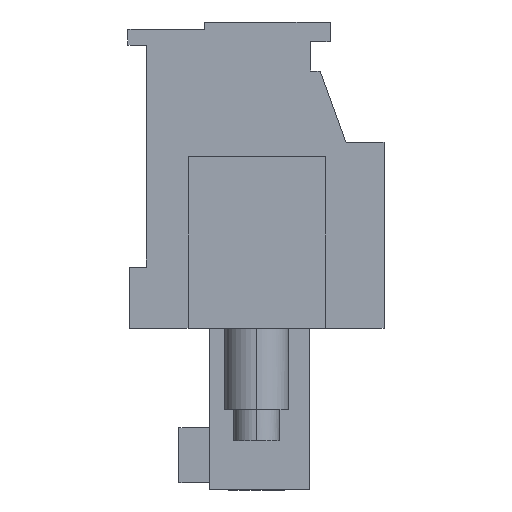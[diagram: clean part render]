
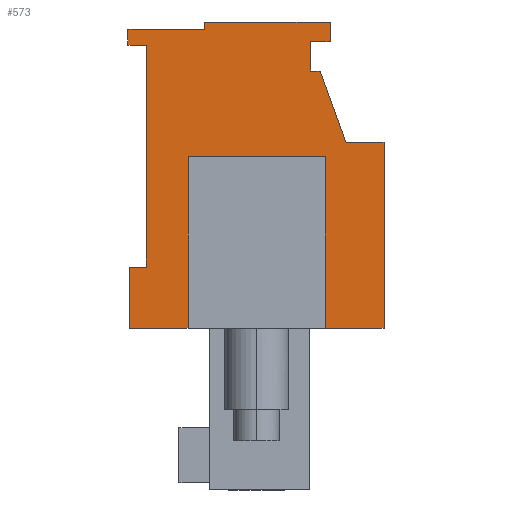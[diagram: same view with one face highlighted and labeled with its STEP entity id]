
A CAD part, left-side view. The second image highlights one B-rep face of the part: STEP entity #573.
In plain terms, the highlighted planar face has unit normal (-1, 0, 0).
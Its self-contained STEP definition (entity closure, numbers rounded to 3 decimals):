
#425=AXIS2_PLACEMENT_3D('Plane Axis2P3D',#422,#423,#424) ;
#42=CARTESIAN_POINT('Vertex',(4.8,3.,18.3)) ;
#45=CARTESIAN_POINT('Line Origine',(4.8,3.,17.7)) ;
#49=CARTESIAN_POINT('Vertex',(4.8,3.,17.1)) ;
#76=CARTESIAN_POINT('Line Origine',(4.8,2.6,18.3)) ;
#80=CARTESIAN_POINT('Vertex',(4.8,2.2,18.3)) ;
#422=CARTESIAN_POINT('Axis2P3D Location',(4.8,5.2,6.6)) ;
#427=CARTESIAN_POINT('Line Origine',(4.8,1.2,6.6)) ;
#431=CARTESIAN_POINT('Vertex',(4.8,0.,6.6)) ;
#433=CARTESIAN_POINT('Vertex',(4.8,2.4,6.6)) ;
#436=CARTESIAN_POINT('Line Origine',(4.8,0.,10.4)) ;
#440=CARTESIAN_POINT('Vertex',(4.8,0.,14.2)) ;
#443=CARTESIAN_POINT('Line Origine',(4.8,0.775,14.2)) ;
#447=CARTESIAN_POINT('Vertex',(4.8,1.55,14.2)) ;
#450=CARTESIAN_POINT('Line Origine',(4.8,2.078,15.65)) ;
#454=CARTESIAN_POINT('Vertex',(4.8,2.606,17.1)) ;
#457=CARTESIAN_POINT('Line Origine',(4.8,2.803,17.1)) ;
#462=CARTESIAN_POINT('Line Origine',(4.8,2.2,18.7)) ;
#466=CARTESIAN_POINT('Vertex',(4.8,2.2,19.1)) ;
#469=CARTESIAN_POINT('Line Origine',(4.8,4.76,19.1)) ;
#473=CARTESIAN_POINT('Vertex',(4.8,7.32,19.1)) ;
#476=CARTESIAN_POINT('Line Origine',(4.8,7.32,18.95)) ;
#480=CARTESIAN_POINT('Vertex',(4.8,7.32,18.8)) ;
#483=CARTESIAN_POINT('Line Origine',(4.8,8.885,18.8)) ;
#487=CARTESIAN_POINT('Vertex',(4.8,10.45,18.8)) ;
#490=CARTESIAN_POINT('Line Origine',(4.8,10.45,18.475)) ;
#494=CARTESIAN_POINT('Vertex',(4.8,10.45,18.15)) ;
#497=CARTESIAN_POINT('Line Origine',(4.8,10.075,18.15)) ;
#501=CARTESIAN_POINT('Vertex',(4.8,9.7,18.15)) ;
#504=CARTESIAN_POINT('Line Origine',(4.8,9.7,13.625)) ;
#508=CARTESIAN_POINT('Vertex',(4.8,9.7,9.1)) ;
#511=CARTESIAN_POINT('Line Origine',(4.8,10.05,9.1)) ;
#515=CARTESIAN_POINT('Vertex',(4.8,10.4,9.1)) ;
#518=CARTESIAN_POINT('Line Origine',(4.8,10.4,7.85)) ;
#522=CARTESIAN_POINT('Vertex',(4.8,10.4,6.6)) ;
#525=CARTESIAN_POINT('Line Origine',(4.8,9.2,6.6)) ;
#529=CARTESIAN_POINT('Vertex',(4.8,8.,6.6)) ;
#532=CARTESIAN_POINT('Line Origine',(4.8,8.,10.1)) ;
#536=CARTESIAN_POINT('Vertex',(4.8,8.,13.6)) ;
#539=CARTESIAN_POINT('Line Origine',(4.8,5.2,13.6)) ;
#543=CARTESIAN_POINT('Vertex',(4.8,2.4,13.6)) ;
#546=CARTESIAN_POINT('Line Origine',(4.8,2.4,10.1)) ;
#46=DIRECTION('Vector Direction',(0.,0.,1.)) ;
#77=DIRECTION('Vector Direction',(0.,1.,0.)) ;
#423=DIRECTION('Axis2P3D Direction',(-1.,0.,0.)) ;
#424=DIRECTION('Axis2P3D XDirection',(0.,-1.,0.)) ;
#428=DIRECTION('Vector Direction',(0.,1.,0.)) ;
#437=DIRECTION('Vector Direction',(0.,0.,-1.)) ;
#444=DIRECTION('Vector Direction',(0.,1.,0.)) ;
#451=DIRECTION('Vector Direction',(0.,0.342,0.94)) ;
#458=DIRECTION('Vector Direction',(0.,1.,0.)) ;
#463=DIRECTION('Vector Direction',(0.,0.,1.)) ;
#470=DIRECTION('Vector Direction',(0.,1.,0.)) ;
#477=DIRECTION('Vector Direction',(0.,0.,1.)) ;
#484=DIRECTION('Vector Direction',(0.,1.,0.)) ;
#491=DIRECTION('Vector Direction',(0.,0.,-1.)) ;
#498=DIRECTION('Vector Direction',(0.,-1.,0.)) ;
#505=DIRECTION('Vector Direction',(0.,0.,-1.)) ;
#512=DIRECTION('Vector Direction',(0.,-1.,0.)) ;
#519=DIRECTION('Vector Direction',(0.,0.,1.)) ;
#526=DIRECTION('Vector Direction',(0.,1.,0.)) ;
#533=DIRECTION('Vector Direction',(0.,0.,-1.)) ;
#540=DIRECTION('Vector Direction',(0.,-1.,0.)) ;
#547=DIRECTION('Vector Direction',(0.,0.,-1.)) ;
#47=VECTOR('Line Direction',#46,1.) ;
#78=VECTOR('Line Direction',#77,1.) ;
#429=VECTOR('Line Direction',#428,1.) ;
#438=VECTOR('Line Direction',#437,1.) ;
#445=VECTOR('Line Direction',#444,1.) ;
#452=VECTOR('Line Direction',#451,1.) ;
#459=VECTOR('Line Direction',#458,1.) ;
#464=VECTOR('Line Direction',#463,1.) ;
#471=VECTOR('Line Direction',#470,1.) ;
#478=VECTOR('Line Direction',#477,1.) ;
#485=VECTOR('Line Direction',#484,1.) ;
#492=VECTOR('Line Direction',#491,1.) ;
#499=VECTOR('Line Direction',#498,1.) ;
#506=VECTOR('Line Direction',#505,1.) ;
#513=VECTOR('Line Direction',#512,1.) ;
#520=VECTOR('Line Direction',#519,1.) ;
#527=VECTOR('Line Direction',#526,1.) ;
#534=VECTOR('Line Direction',#533,1.) ;
#541=VECTOR('Line Direction',#540,1.) ;
#548=VECTOR('Line Direction',#547,1.) ;
#552=ORIENTED_EDGE('',*,*,#435,.F.) ;
#553=ORIENTED_EDGE('',*,*,#442,.F.) ;
#554=ORIENTED_EDGE('',*,*,#449,.T.) ;
#555=ORIENTED_EDGE('',*,*,#456,.T.) ;
#556=ORIENTED_EDGE('',*,*,#461,.T.) ;
#557=ORIENTED_EDGE('',*,*,#51,.T.) ;
#558=ORIENTED_EDGE('',*,*,#82,.F.) ;
#559=ORIENTED_EDGE('',*,*,#468,.T.) ;
#560=ORIENTED_EDGE('',*,*,#475,.T.) ;
#561=ORIENTED_EDGE('',*,*,#482,.F.) ;
#562=ORIENTED_EDGE('',*,*,#489,.T.) ;
#563=ORIENTED_EDGE('',*,*,#496,.T.) ;
#564=ORIENTED_EDGE('',*,*,#503,.T.) ;
#565=ORIENTED_EDGE('',*,*,#510,.T.) ;
#566=ORIENTED_EDGE('',*,*,#517,.F.) ;
#567=ORIENTED_EDGE('',*,*,#524,.F.) ;
#568=ORIENTED_EDGE('',*,*,#531,.F.) ;
#569=ORIENTED_EDGE('',*,*,#538,.F.) ;
#570=ORIENTED_EDGE('',*,*,#545,.T.) ;
#571=ORIENTED_EDGE('',*,*,#550,.T.) ;
#573=ADVANCED_FACE('HOUSING',(#572),#426,.T.) ;
#51=EDGE_CURVE('',#50,#43,#48,.T.) ;
#82=EDGE_CURVE('',#81,#43,#79,.T.) ;
#435=EDGE_CURVE('',#432,#434,#430,.T.) ;
#442=EDGE_CURVE('',#441,#432,#439,.T.) ;
#449=EDGE_CURVE('',#441,#448,#446,.T.) ;
#456=EDGE_CURVE('',#448,#455,#453,.T.) ;
#461=EDGE_CURVE('',#455,#50,#460,.T.) ;
#468=EDGE_CURVE('',#81,#467,#465,.T.) ;
#475=EDGE_CURVE('',#467,#474,#472,.T.) ;
#482=EDGE_CURVE('',#481,#474,#479,.T.) ;
#489=EDGE_CURVE('',#481,#488,#486,.T.) ;
#496=EDGE_CURVE('',#488,#495,#493,.T.) ;
#503=EDGE_CURVE('',#495,#502,#500,.T.) ;
#510=EDGE_CURVE('',#502,#509,#507,.T.) ;
#517=EDGE_CURVE('',#516,#509,#514,.T.) ;
#524=EDGE_CURVE('',#523,#516,#521,.T.) ;
#531=EDGE_CURVE('',#530,#523,#528,.T.) ;
#538=EDGE_CURVE('',#537,#530,#535,.T.) ;
#545=EDGE_CURVE('',#537,#544,#542,.T.) ;
#550=EDGE_CURVE('',#544,#434,#549,.T.) ;
#551=EDGE_LOOP('',(#552,#553,#554,#555,#556,#557,#558,#559,#560,#561,#562,#563,#564,#565,#566,#567,#568,#569,#570,#571)) ;
#572=FACE_OUTER_BOUND('',#551,.T.) ;
#48=LINE('Line',#45,#47) ;
#79=LINE('Line',#76,#78) ;
#430=LINE('Line',#427,#429) ;
#439=LINE('Line',#436,#438) ;
#446=LINE('Line',#443,#445) ;
#453=LINE('Line',#450,#452) ;
#460=LINE('Line',#457,#459) ;
#465=LINE('Line',#462,#464) ;
#472=LINE('Line',#469,#471) ;
#479=LINE('Line',#476,#478) ;
#486=LINE('Line',#483,#485) ;
#493=LINE('Line',#490,#492) ;
#500=LINE('Line',#497,#499) ;
#507=LINE('Line',#504,#506) ;
#514=LINE('Line',#511,#513) ;
#521=LINE('Line',#518,#520) ;
#528=LINE('Line',#525,#527) ;
#535=LINE('Line',#532,#534) ;
#542=LINE('Line',#539,#541) ;
#549=LINE('Line',#546,#548) ;
#426=PLANE('',#425) ;
#43=VERTEX_POINT('',#42) ;
#50=VERTEX_POINT('',#49) ;
#81=VERTEX_POINT('',#80) ;
#432=VERTEX_POINT('',#431) ;
#434=VERTEX_POINT('',#433) ;
#441=VERTEX_POINT('',#440) ;
#448=VERTEX_POINT('',#447) ;
#455=VERTEX_POINT('',#454) ;
#467=VERTEX_POINT('',#466) ;
#474=VERTEX_POINT('',#473) ;
#481=VERTEX_POINT('',#480) ;
#488=VERTEX_POINT('',#487) ;
#495=VERTEX_POINT('',#494) ;
#502=VERTEX_POINT('',#501) ;
#509=VERTEX_POINT('',#508) ;
#516=VERTEX_POINT('',#515) ;
#523=VERTEX_POINT('',#522) ;
#530=VERTEX_POINT('',#529) ;
#537=VERTEX_POINT('',#536) ;
#544=VERTEX_POINT('',#543) ;
